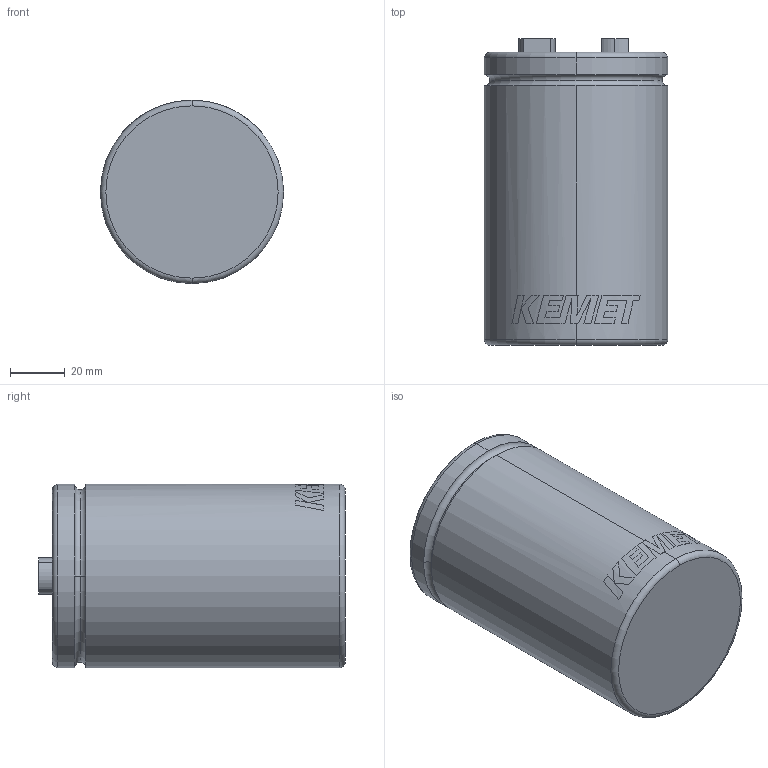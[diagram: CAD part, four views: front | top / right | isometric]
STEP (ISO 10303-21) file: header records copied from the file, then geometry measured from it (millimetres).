
FILE_DESCRIPTION (( 'STEP AP214' ), '1' );
FILE_NAME ('CARC_KALSO_66X105_D67L107T6S28.5LT111.50V15.800.STEP', '2021-04-22T17:23:40', ( '' ), ( '' ), 'SwSTEP 2.0', 'SolidWorks 2014', '' );
FILE_SCHEMA (( 'AUTOMOTIVE_DESIGN' ));
Length unit declared in the file: millimetre
Products named in the file (1): CARC_KALSO_66X105_D67L107T6S28.5LT111.50V15.800
Bounding box: 67 x 112 x 67 mm (x, y, z)
Volume: 373697.3 mm3; surface area: 30735.2 mm2
Topology: 1 solids, 3 shells, 109 faces, 271 edges, 178 vertices
Faces by surface type: plane 40, bspline 31, cylinder 30, torus 8
Entity records: 4681 total; most frequent: CARTESIAN_POINT 1053, ORIENTED_EDGE 542, DIRECTION 432, EDGE_CURVE 271, AXIS2_PLACEMENT_3D 195, VERTEX_POINT 178, EDGE_LOOP 119, CIRCLE 116
